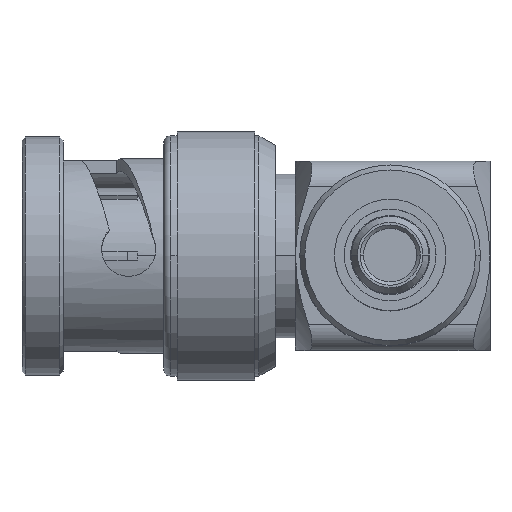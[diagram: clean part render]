
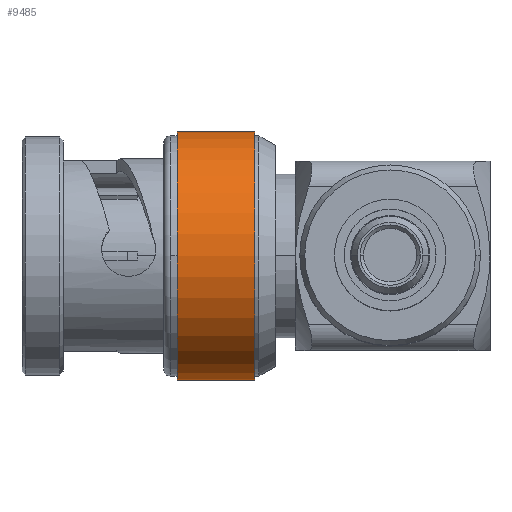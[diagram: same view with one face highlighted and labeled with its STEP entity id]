
A CAD part, top view. The second image highlights one B-rep face of the part: STEP entity #9485.
In plain terms, the highlighted cylindrical face has radius 7.24 mm (diameter 14.48 mm), a partial arc.
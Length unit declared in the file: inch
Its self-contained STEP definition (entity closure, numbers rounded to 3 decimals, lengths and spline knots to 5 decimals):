
#3148=DIRECTION('',(-1.,0.,0.));
#3149=VECTOR('',#3148,0.177);
#3150=CARTESIAN_POINT('',(-0.31597,0.28504,0.));
#3151=LINE('',#3150,#3149);
#3152=CARTESIAN_POINT('',(-0.31597,0.,0.));
#3153=DIRECTION('',(1.,0.,0.));
#3154=DIRECTION('',(0.,1.,0.));
#3155=AXIS2_PLACEMENT_3D('',#3152,#3153,#3154);
#3157=DIRECTION('',(-1.,0.,0.));
#3158=VECTOR('',#3157,0.177);
#3159=CARTESIAN_POINT('',(-0.31597,-0.28504,0.));
#3160=LINE('',#3159,#3158);
#3171=CARTESIAN_POINT('',(-0.49297,0.,0.));
#3172=DIRECTION('',(1.,0.,0.));
#3173=DIRECTION('',(0.,1.,0.));
#3174=AXIS2_PLACEMENT_3D('',#3171,#3172,#3173);
#5729=CARTESIAN_POINT('',(-0.31597,0.28504,0.));
#5730=CARTESIAN_POINT('',(-0.49297,0.28504,0.));
#5731=VERTEX_POINT('',#5729);
#5732=VERTEX_POINT('',#5730);
#5733=CARTESIAN_POINT('',(-0.31597,-0.28504,0.));
#5734=CARTESIAN_POINT('',(-0.49297,-0.28504,0.));
#5735=VERTEX_POINT('',#5733);
#5736=VERTEX_POINT('',#5734);
#9471=CARTESIAN_POINT('',(-0.30712,0.,0.));
#9472=DIRECTION('',(-1.,0.,0.));
#9473=DIRECTION('',(0.,1.,0.));
#9474=AXIS2_PLACEMENT_3D('',#9471,#9472,#9473);
#9475=CYLINDRICAL_SURFACE('',#9474,0.28504);
#9477=ORIENTED_EDGE('',*,*,#9476,.F.);
#9478=ORIENTED_EDGE('',*,*,#9459,.T.);
#9480=ORIENTED_EDGE('',*,*,#9479,.T.);
#9482=ORIENTED_EDGE('',*,*,#9481,.F.);
#9483=EDGE_LOOP('',(#9477,#9478,#9480,#9482));
#9484=FACE_OUTER_BOUND('',#9483,.F.);
#9485=ADVANCED_FACE('',(#9484),#9475,.T.);
#3156=CIRCLE('',#3155,0.28504);
#3175=CIRCLE('',#3174,0.28504);
#9459=EDGE_CURVE('',#5731,#5735,#3156,.T.);
#9476=EDGE_CURVE('',#5731,#5732,#3151,.T.);
#9479=EDGE_CURVE('',#5735,#5736,#3160,.T.);
#9481=EDGE_CURVE('',#5732,#5736,#3175,.T.);
